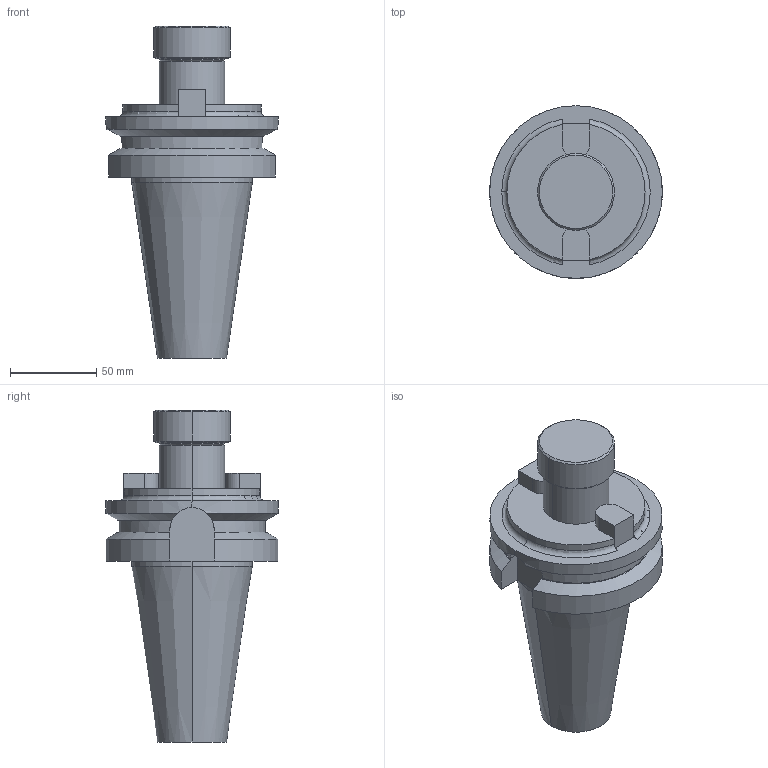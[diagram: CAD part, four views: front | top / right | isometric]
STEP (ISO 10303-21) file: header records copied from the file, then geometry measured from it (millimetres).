
FILE_DESCRIPTION (( 'STEP AP203' ), '1' );
FILE_NAME ('STP-16645.STEP', '2020-04-24T01:57:13', ( '' ), ( '' ), 'SwSTEP 2.0', 'SolidWorks 2017', '' );
FILE_SCHEMA (( 'CONFIG_CONTROL_DESIGN' ));
Length unit declared in the file: millimetre
Products named in the file (1): STP-16645
Bounding box: 100 x 100 x 192.3 mm (x, y, z)
Volume: 566879.3 mm3; surface area: 63667 mm2
Topology: 4 solids, 4 shells, 84 faces, 195 edges, 123 vertices
Faces by surface type: plane 33, cylinder 30, cone 18, torus 3
Entity records: 2575 total; most frequent: CARTESIAN_POINT 569, DIRECTION 418, ORIENTED_EDGE 386, EDGE_CURVE 193, AXIS2_PLACEMENT_3D 160, VERTEX_POINT 123, LINE 98, VECTOR 98
